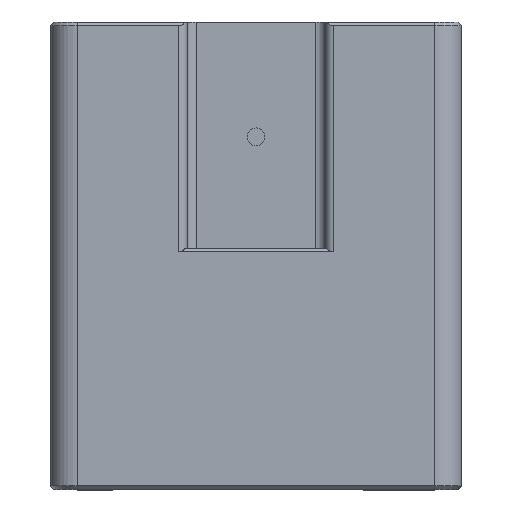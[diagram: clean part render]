
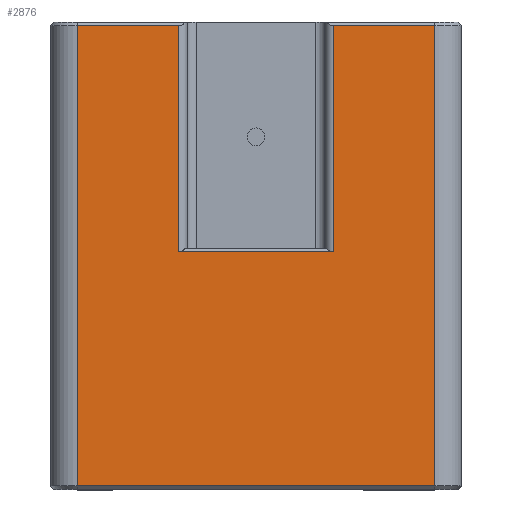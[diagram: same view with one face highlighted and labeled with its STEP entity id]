
A CAD part, top view. The second image highlights one B-rep face of the part: STEP entity #2876.
In plain terms, the highlighted planar face has unit normal (0, 0, 1).
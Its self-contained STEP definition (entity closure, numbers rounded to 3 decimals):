
#345=FACE_OUTER_BOUND('',#525,.T.);
#525=EDGE_LOOP('',(#2043,#2044,#2045,#2046,#2047,#2048,#2049,#2050));
#688=LINE('',#4329,#933);
#709=LINE('',#4420,#954);
#739=LINE('',#4499,#984);
#740=LINE('',#4503,#985);
#741=LINE('',#4504,#986);
#742=LINE('',#4506,#987);
#743=LINE('',#4508,#988);
#744=LINE('',#4509,#989);
#933=VECTOR('',#3390,10.);
#954=VECTOR('',#3479,10.);
#984=VECTOR('',#3561,10.);
#985=VECTOR('',#3566,10.);
#986=VECTOR('',#3567,10.);
#987=VECTOR('',#3568,10.);
#988=VECTOR('',#3569,10.);
#989=VECTOR('',#3570,10.);
#1197=VERTEX_POINT('',#4322);
#1200=VERTEX_POINT('',#4327);
#1234=VERTEX_POINT('',#4412);
#1236=VERTEX_POINT('',#4418);
#1259=VERTEX_POINT('',#4498);
#1260=VERTEX_POINT('',#4502);
#1261=VERTEX_POINT('',#4505);
#1262=VERTEX_POINT('',#4507);
#1469=EDGE_CURVE('',#1200,#1197,#688,.T.);
#1514=EDGE_CURVE('',#1236,#1234,#709,.T.);
#1553=EDGE_CURVE('',#1234,#1259,#739,.T.);
#1555=EDGE_CURVE('',#1260,#1200,#740,.T.);
#1556=EDGE_CURVE('',#1259,#1260,#741,.T.);
#1557=EDGE_CURVE('',#1261,#1236,#742,.T.);
#1558=EDGE_CURVE('',#1262,#1261,#743,.T.);
#1559=EDGE_CURVE('',#1197,#1262,#744,.T.);
#2043=ORIENTED_EDGE('',*,*,#1555,.F.);
#2044=ORIENTED_EDGE('',*,*,#1556,.F.);
#2045=ORIENTED_EDGE('',*,*,#1553,.F.);
#2046=ORIENTED_EDGE('',*,*,#1514,.F.);
#2047=ORIENTED_EDGE('',*,*,#1557,.F.);
#2048=ORIENTED_EDGE('',*,*,#1558,.F.);
#2049=ORIENTED_EDGE('',*,*,#1559,.F.);
#2050=ORIENTED_EDGE('',*,*,#1469,.F.);
#2792=PLANE('',#3099);
#2876=ADVANCED_FACE('',(#345),#2792,.T.);
#3099=AXIS2_PLACEMENT_3D('',#4501,#3564,#3565);
#3390=DIRECTION('',(1.,0.,0.));
#3479=DIRECTION('',(-1.,0.,0.));
#3561=DIRECTION('',(0.,1.,0.));
#3564=DIRECTION('center_axis',(0.,0.,1.));
#3565=DIRECTION('ref_axis',(1.,0.,0.));
#3566=DIRECTION('',(0.,-1.,0.));
#3567=DIRECTION('',(1.,0.,0.));
#3568=DIRECTION('',(0.,-1.,0.));
#3569=DIRECTION('',(1.,0.,0.));
#3570=DIRECTION('',(0.,1.,0.));
#4322=CARTESIAN_POINT('',(8.7,26.6,15.));
#4327=CARTESIAN_POINT('',(-8.7,26.6,15.));
#4329=CARTESIAN_POINT('',(-11.5,26.6,15.));
#4412=CARTESIAN_POINT('',(-20.,0.4,15.));
#4418=CARTESIAN_POINT('',(20.,0.4,15.));
#4420=CARTESIAN_POINT('',(-11.5,0.4,15.));
#4498=CARTESIAN_POINT('',(-20.,51.9,15.));
#4499=CARTESIAN_POINT('',(-20.,0.,15.));
#4501=CARTESIAN_POINT('Origin',(-23.,0.,15.));
#4502=CARTESIAN_POINT('',(-8.7,51.9,15.));
#4503=CARTESIAN_POINT('',(-8.7,13.5,15.));
#4504=CARTESIAN_POINT('',(-11.5,51.9,15.));
#4505=CARTESIAN_POINT('',(20.,51.9,15.));
#4506=CARTESIAN_POINT('',(20.,0.,15.));
#4507=CARTESIAN_POINT('',(8.7,51.9,15.));
#4508=CARTESIAN_POINT('',(-11.5,51.9,15.));
#4509=CARTESIAN_POINT('',(8.7,13.5,15.));
